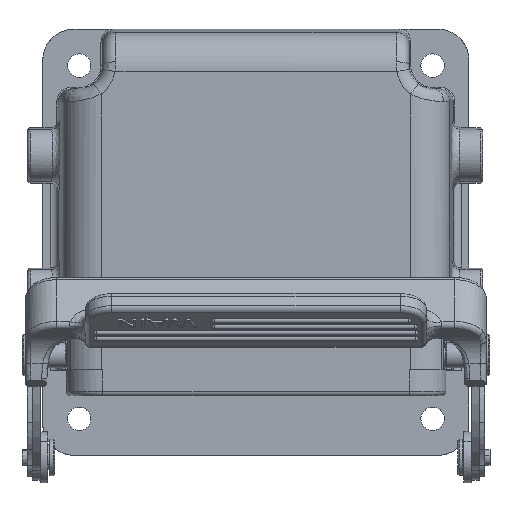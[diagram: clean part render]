
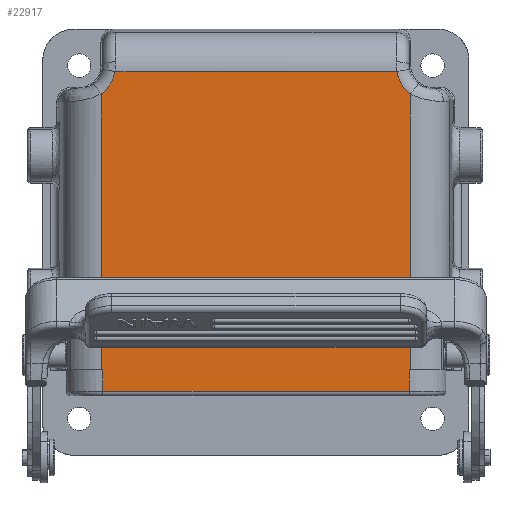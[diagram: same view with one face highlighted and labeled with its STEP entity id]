
A CAD part, top view. The second image highlights one B-rep face of the part: STEP entity #22917.
In plain terms, the highlighted planar face has unit normal (0, 0, 1).
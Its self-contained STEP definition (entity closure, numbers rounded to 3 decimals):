
#1712=CARTESIAN_POINT('',(73.42,16.405,
-0.161));
#1713=CARTESIAN_POINT('',(73.436,16.405,
-0.161));
#1714=CARTESIAN_POINT('',(73.469,16.405,
-0.161));
#1715=CARTESIAN_POINT('',(73.501,16.405,
-0.161));
#1716=CARTESIAN_POINT('',(73.517,16.405,
-0.161));
#1718=DIRECTION('',(0.,-1.,0.));
#1719=VECTOR('',#1718,4.2);
#1720=CARTESIAN_POINT('',(73.42,16.405,
-0.161));
#1721=LINE('',#1720,#1719);
#1722=DIRECTION('',(-1.,0.,0.));
#1723=VECTOR('',#1722,59.);
#1724=CARTESIAN_POINT('',(73.42,12.205,
-0.161));
#1725=LINE('',#1724,#1723);
#1726=CARTESIAN_POINT('',(14.272,16.405,
-0.162));
#1727=CARTESIAN_POINT('',(14.297,16.405,
-0.162));
#1728=CARTESIAN_POINT('',(14.346,16.405,
-0.16));
#1729=CARTESIAN_POINT('',(14.395,16.405,
-0.161));
#1730=CARTESIAN_POINT('',(14.42,16.405,
-0.161));
#1732=CARTESIAN_POINT('',(14.125,16.405,
-0.163));
#1733=CARTESIAN_POINT('',(14.15,16.405,
-0.163));
#1734=CARTESIAN_POINT('',(14.199,16.405,
-0.159));
#1735=CARTESIAN_POINT('',(14.248,16.405,
-0.162));
#1736=CARTESIAN_POINT('',(14.272,16.405,
-0.162));
#1738=CARTESIAN_POINT('',(9.87,75.005,
-0.161));
#1739=DIRECTION('',(0.,0.,1.));
#1740=DIRECTION('',(0.608,-0.794,0.));
#1741=AXIS2_PLACEMENT_3D('',#1738,#1739,#1740);
#1743=CARTESIAN_POINT('',(77.87,75.005,
-0.161));
#1744=DIRECTION('',(0.,0.,1.));
#1745=DIRECTION('',(-0.984,-0.177,0.));
#1746=AXIS2_PLACEMENT_3D('',#1743,#1744,#1745);
#1748=DIRECTION('',(0.,-1.,0.));
#1749=VECTOR('',#1748,53.042);
#1750=CARTESIAN_POINT('',(73.615,69.446,
-0.161));
#1751=LINE('',#1750,#1749);
#1752=CARTESIAN_POINT('',(73.517,16.405,
-0.161));
#1753=CARTESIAN_POINT('',(73.534,16.405,
-0.161));
#1754=CARTESIAN_POINT('',(73.566,16.405,
-0.16));
#1755=CARTESIAN_POINT('',(73.599,16.405,
-0.162));
#1756=CARTESIAN_POINT('',(73.615,16.405,
-0.162));
#1865=DIRECTION('',(0.,-1.,0.));
#1866=VECTOR('',#1865,4.2);
#1867=CARTESIAN_POINT('',(14.42,16.405,
-0.161));
#1868=LINE('',#1867,#1866);
#10036=CARTESIAN_POINT('',(73.615,69.446,
-0.161));
#10060=DIRECTION('',(-1.,0.,0.));
#10061=VECTOR('',#10060,54.221);
#10062=CARTESIAN_POINT('',(70.98,73.764,
-0.161));
#10063=LINE('',#10062,#10061);
#10176=DIRECTION('',(0.,-1.,0.));
#10177=VECTOR('',#10176,53.042);
#10178=CARTESIAN_POINT('',(14.125,69.446,
-0.161));
#10179=LINE('',#10178,#10177);
#17078=VERTEX_POINT('',#10036);
#17562=CARTESIAN_POINT('',(70.98,73.764,
-0.161));
#17563=VERTEX_POINT('',#17562);
#17564=CARTESIAN_POINT('',(14.125,69.446,
-0.161));
#17565=CARTESIAN_POINT('',(16.76,73.764,
-0.161));
#17566=VERTEX_POINT('',#17564);
#17567=VERTEX_POINT('',#17565);
#18579=CARTESIAN_POINT('',(73.42,12.205,
-0.161));
#18580=VERTEX_POINT('',#18579);
#18581=CARTESIAN_POINT('',(14.42,12.205,
-0.161));
#18582=VERTEX_POINT('',#18581);
#20704=VERTEX_POINT('',#1712);
#20705=VERTEX_POINT('',#1716);
#20706=VERTEX_POINT('',#1756);
#20710=CARTESIAN_POINT('',(14.125,16.405,
-0.167));
#20712=VERTEX_POINT('',#20710);
#20713=VERTEX_POINT('',#1736);
#20714=VERTEX_POINT('',#1730);
#22887=CARTESIAN_POINT('',(43.87,45.084,
-0.161));
#22888=DIRECTION('',(0.,0.,1.));
#22889=DIRECTION('',(0.,1.,0.));
#22890=AXIS2_PLACEMENT_3D('',#22887,#22888,#22889);
#22891=PLANE('',#22890);
#22893=ORIENTED_EDGE('',*,*,#22892,.F.);
#22895=ORIENTED_EDGE('',*,*,#22894,.T.);
#22897=ORIENTED_EDGE('',*,*,#22896,.T.);
#22899=ORIENTED_EDGE('',*,*,#22898,.F.);
#22901=ORIENTED_EDGE('',*,*,#22900,.F.);
#22903=ORIENTED_EDGE('',*,*,#22902,.F.);
#22905=ORIENTED_EDGE('',*,*,#22904,.F.);
#22907=ORIENTED_EDGE('',*,*,#22906,.T.);
#22909=ORIENTED_EDGE('',*,*,#22908,.F.);
#22911=ORIENTED_EDGE('',*,*,#22910,.T.);
#22912=ORIENTED_EDGE('',*,*,#22874,.T.);
#22914=ORIENTED_EDGE('',*,*,#22913,.F.);
#22915=EDGE_LOOP('',(#22893,#22895,#22897,#22899,#22901,#22903,#22905,#22907,
#22909,#22911,#22912,#22914));
#22916=FACE_OUTER_BOUND('',#22915,.F.);
#1717=B_SPLINE_CURVE_WITH_KNOTS('',3,(#1712,#1713,#1714,#1715,#1716),
.UNSPECIFIED.,.F.,.F.,(4,1,4),(0.,0.5,1.),.UNSPECIFIED.);
#1731=B_SPLINE_CURVE_WITH_KNOTS('',3,(#1726,#1727,#1728,#1729,#1730),
.UNSPECIFIED.,.F.,.F.,(4,1,4),(0.,0.5,1.),.UNSPECIFIED.);
#1737=B_SPLINE_CURVE_WITH_KNOTS('',3,(#1732,#1733,#1734,#1735,#1736),
.UNSPECIFIED.,.F.,.F.,(4,1,4),(0.,0.5,1.),.UNSPECIFIED.);
#1742=CIRCLE('',#1741,7.);
#1747=CIRCLE('',#1746,7.);
#1757=B_SPLINE_CURVE_WITH_KNOTS('',3,(#1752,#1753,#1754,#1755,#1756),
.UNSPECIFIED.,.F.,.F.,(4,1,4),(0.,0.5,1.),.UNSPECIFIED.);
#22874=EDGE_CURVE('',#17078,#20706,#1751,.T.);
#22892=EDGE_CURVE('',#20704,#20705,#1717,.T.);
#22894=EDGE_CURVE('',#20704,#18580,#1721,.T.);
#22896=EDGE_CURVE('',#18580,#18582,#1725,.T.);
#22898=EDGE_CURVE('',#20714,#18582,#1868,.T.);
#22900=EDGE_CURVE('',#20713,#20714,#1731,.T.);
#22902=EDGE_CURVE('',#20712,#20713,#1737,.T.);
#22904=EDGE_CURVE('',#17566,#20712,#10179,.T.);
#22906=EDGE_CURVE('',#17566,#17567,#1742,.T.);
#22908=EDGE_CURVE('',#17563,#17567,#10063,.T.);
#22910=EDGE_CURVE('',#17563,#17078,#1747,.T.);
#22913=EDGE_CURVE('',#20705,#20706,#1757,.T.);
#22917=ADVANCED_FACE('',(#22916),#22891,.T.);
